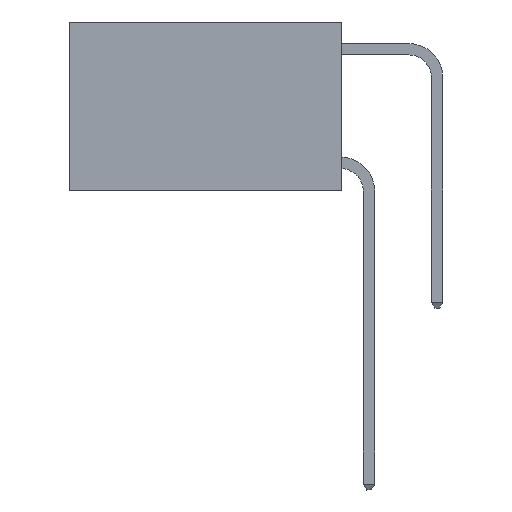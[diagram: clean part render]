
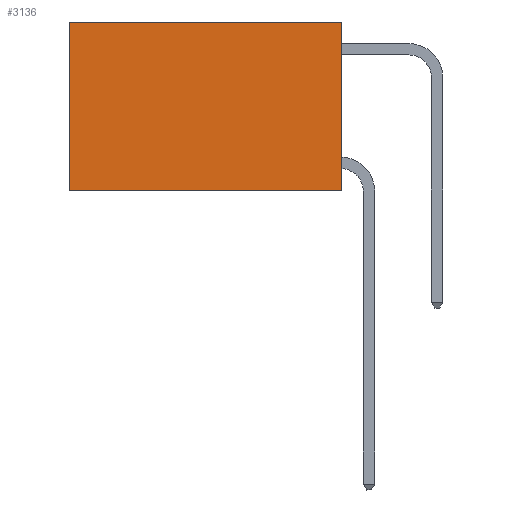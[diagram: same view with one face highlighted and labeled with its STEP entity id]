
A CAD part, left-side view. The second image highlights one B-rep face of the part: STEP entity #3136.
In plain terms, the highlighted planar face has unit normal (-1, 0, 0).
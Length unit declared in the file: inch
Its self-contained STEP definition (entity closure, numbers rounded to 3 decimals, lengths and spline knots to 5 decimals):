
#1289 = FACE_OUTER_BOUND ( 'NONE', #25776, .T. ) ;
#3136 = ADVANCED_FACE ( 'NONE', ( #1289 ), #28450, .F. ) ;
#3225 = VECTOR ( 'NONE', #8531, 39.37008 ) ;
#5735 = VERTEX_POINT ( 'NONE', #27676 ) ;
#6322 = VECTOR ( 'NONE', #7932, 39.37008 ) ;
#7187 = EDGE_CURVE ( 'NONE', #32024, #5735, #20739, .T. ) ;
#7768 = VECTOR ( 'NONE', #25284, 39.37008 ) ;
#7932 = DIRECTION ( 'NONE',  ( 0., 1., 0. ) ) ;
#8266 = LINE ( 'NONE', #24342, #28628 ) ;
#8531 = DIRECTION ( 'NONE',  ( 0., 1., 0. ) ) ;
#8565 = LINE ( 'NONE', #27732, #7768 ) ;
#8867 = CARTESIAN_POINT ( 'NONE',  ( 0.2625, 0., -0.37 ) ) ;
#9014 = DIRECTION ( 'NONE',  ( 0., 0., -1. ) ) ;
#9232 = ORIENTED_EDGE ( 'NONE', *, *, #32276, .T. ) ;
#10019 = LINE ( 'NONE', #28955, #3225 ) ;
#10624 = CARTESIAN_POINT ( 'NONE',  ( 0.2625, 0., 0. ) ) ;
#14335 = CARTESIAN_POINT ( 'NONE',  ( 0.2625, 0.6, 0. ) ) ;
#15719 = EDGE_CURVE ( 'NONE', #18055, #16567, #10019, .T. ) ;
#15789 = DIRECTION ( 'NONE',  ( 0., 0., -1. ) ) ;
#16567 = VERTEX_POINT ( 'NONE', #14335 ) ;
#16639 = ORIENTED_EDGE ( 'NONE', *, *, #27124, .F. ) ;
#16648 = ORIENTED_EDGE ( 'NONE', *, *, #7187, .F. ) ;
#17495 = AXIS2_PLACEMENT_3D ( 'NONE', #10624, #31035, #15789 ) ;
#18055 = VERTEX_POINT ( 'NONE', #19757 ) ;
#19757 = CARTESIAN_POINT ( 'NONE',  ( 0.2625, 0., 0. ) ) ;
#20739 = LINE ( 'NONE', #30821, #6322 ) ;
#24342 = CARTESIAN_POINT ( 'NONE',  ( 0.2625, 0., 0. ) ) ;
#25284 = DIRECTION ( 'NONE',  ( 0., 0., -1. ) ) ;
#25776 = EDGE_LOOP ( 'NONE', ( #9232, #16648, #16639, #27075 ) ) ;
#27075 = ORIENTED_EDGE ( 'NONE', *, *, #15719, .T. ) ;
#27124 = EDGE_CURVE ( 'NONE', #18055, #32024, #8266, .T. ) ;
#27676 = CARTESIAN_POINT ( 'NONE',  ( 0.2625, 0.6, -0.37 ) ) ;
#27732 = CARTESIAN_POINT ( 'NONE',  ( 0.2625, 0.6, 0. ) ) ;
#28450 = PLANE ( 'NONE',  #17495 ) ;
#28628 = VECTOR ( 'NONE', #9014, 39.37008 ) ;
#28955 = CARTESIAN_POINT ( 'NONE',  ( 0.2625, 0., 0. ) ) ;
#30821 = CARTESIAN_POINT ( 'NONE',  ( 0.2625, 0., -0.37 ) ) ;
#31035 = DIRECTION ( 'NONE',  ( 1., 0., 0. ) ) ;
#32024 = VERTEX_POINT ( 'NONE', #8867 ) ;
#32276 = EDGE_CURVE ( 'NONE', #16567, #5735, #8565, .T. ) ;
